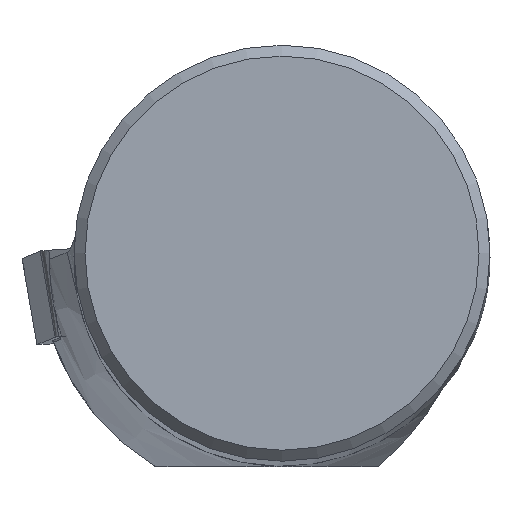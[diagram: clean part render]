
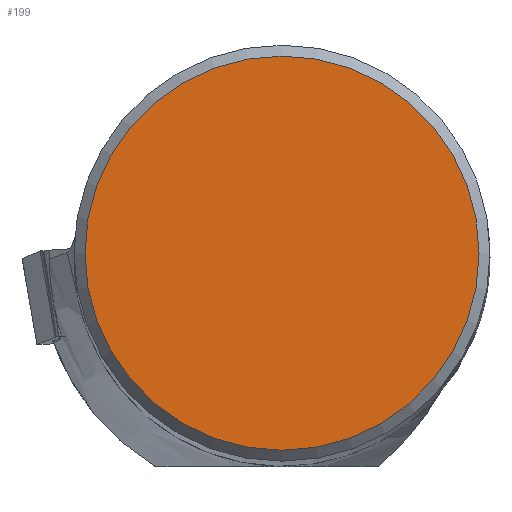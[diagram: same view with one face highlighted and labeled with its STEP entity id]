
A CAD part, top view. The second image highlights one B-rep face of the part: STEP entity #199.
In plain terms, the highlighted planar face has unit normal (0, 0, 1).
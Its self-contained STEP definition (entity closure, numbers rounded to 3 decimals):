
#148=PLANE('',#955);
#199=ADVANCED_FACE('',(#253),#148,.T.);
#253=FACE_OUTER_BOUND('',#288,.T.);
#288=EDGE_LOOP('',(#553));
#340=CIRCLE('',#954,9.016);
#553=ORIENTED_EDGE('',*,*,#785,.T.);
#691=VERTEX_POINT('',#1477);
#785=EDGE_CURVE('',#691,#691,#340,.T.);
#954=AXIS2_PLACEMENT_3D('',#1476,#1131,#1132);
#955=AXIS2_PLACEMENT_3D('',#1478,#1133,#1134);
#1131=DIRECTION('',(0.,0.,1.));
#1132=DIRECTION('',(1.,0.,0.));
#1133=DIRECTION('',(0.,0.,1.));
#1134=DIRECTION('',(1.,0.,0.));
#1476=CARTESIAN_POINT('',(0.,0.,0.));
#1477=CARTESIAN_POINT('',(9.016,0.,0.));
#1478=CARTESIAN_POINT('',(0.,0.,0.));
